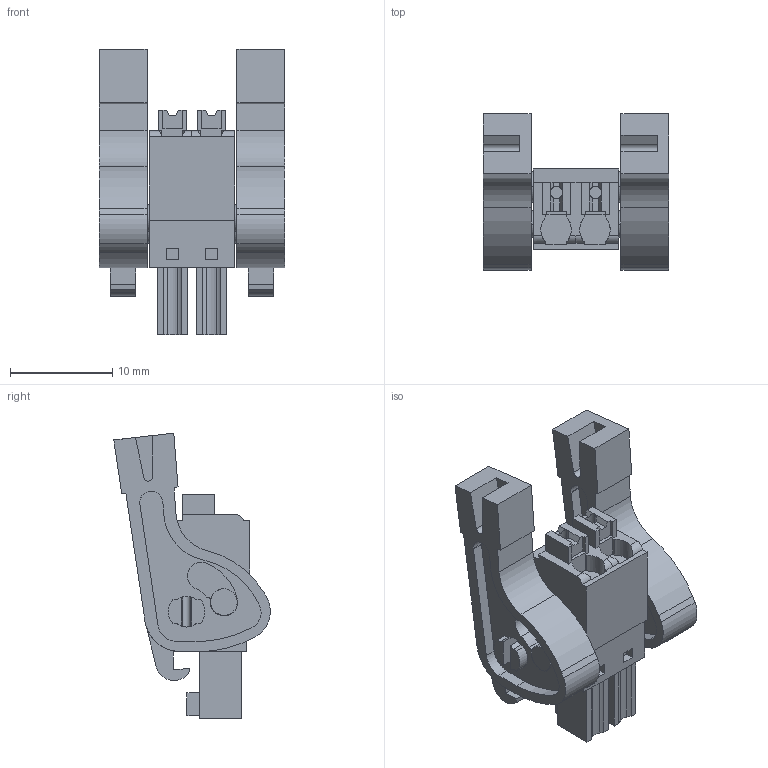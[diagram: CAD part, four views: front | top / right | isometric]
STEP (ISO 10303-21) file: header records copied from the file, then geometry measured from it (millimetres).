
FILE_DESCRIPTION(('CATIA V5 STEP Exchange','CAx-IF Rec.Pracs.--- Model Styling and Organization---1.2---2011-12-15'),'2;1');
FILE_NAME ('D1462243_0', '2017-08-01T10:23:43+00:00', ('none'), ('Weidmueller'), 'CATIA Version 5-6 Release 2014', 'CATIA V5 STEP AP214', 'none');
FILE_SCHEMA(('AUTOMOTIVE_DESIGN { 1 0 10303 214 1 1 1 1 }'));
Length unit declared in the file: millimetre
Products named in the file (1): 2442770000
Bounding box: 18.21 x 15.33 x 28 mm (x, y, z)
Volume: 2146.2 mm3; surface area: 2775.7 mm2
Topology: 5 solids, 5 shells, 305 faces, 821 edges, 544 vertices
Faces by surface type: plane 203, cylinder 102
Entity records: 9632 total; most frequent: CARTESIAN_POINT 1990, ORIENTED_EDGE 1642, DIRECTION 1236, EDGE_CURVE 821, VECTOR 574, LINE 574, VERTEX_POINT 544, AXIS2_PLACEMENT_3D 428
